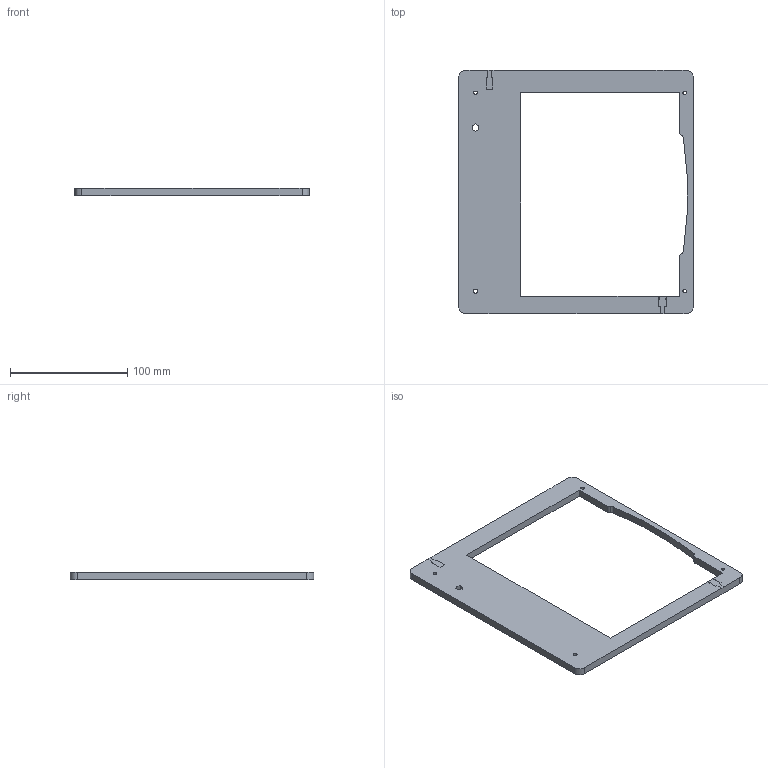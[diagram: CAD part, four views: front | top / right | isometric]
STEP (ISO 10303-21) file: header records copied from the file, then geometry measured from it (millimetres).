
FILE_DESCRIPTION(/* description */ (''),/* implementation_level */ '2;1');
FILE_NAME(/* name */ 'Display Plate 635.step',/* time_stamp */ '2020-05-16T15:56:18-04:00',/* author */ (''),/* organization */ (''),/* preprocessor_version */ 'ST-DEVELOPER v18.1',/* originating_system */ 'Autodesk Translation Framework v9.3.0.1241',/* authorisation */ '');
FILE_SCHEMA (('AUTOMOTIVE_DESIGN { 1 0 10303 214 3 1 1 }'));
Length unit declared in the file: millimetre
Products named in the file (1): Display Plate 635
Bounding box: 200 x 208 x 6.35 mm (x, y, z)
Volume: 110292.7 mm3; surface area: 44171.5 mm2
Topology: 1 solids, 1 shells, 43 faces, 177 edges, 134 vertices
Faces by surface type: plane 30, cylinder 13
Full cylindrical faces by diameter (mm): 3 x3, 3.4 x1
Entity records: 1945 total; most frequent: CARTESIAN_POINT 355, ORIENTED_EDGE 354, DIRECTION 291, EDGE_CURVE 177, LINE 151, VECTOR 151, VERTEX_POINT 134, AXIS2_PLACEMENT_3D 70
